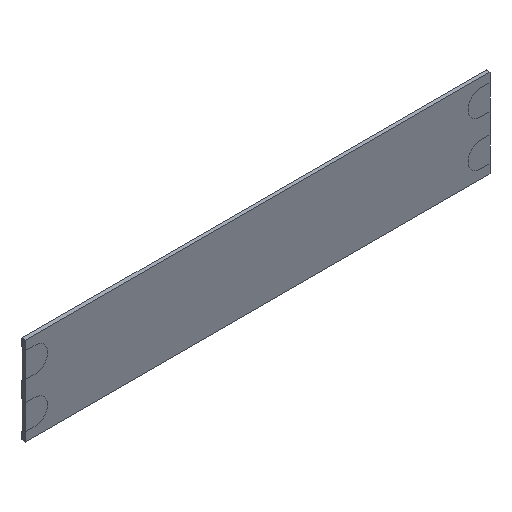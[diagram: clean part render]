
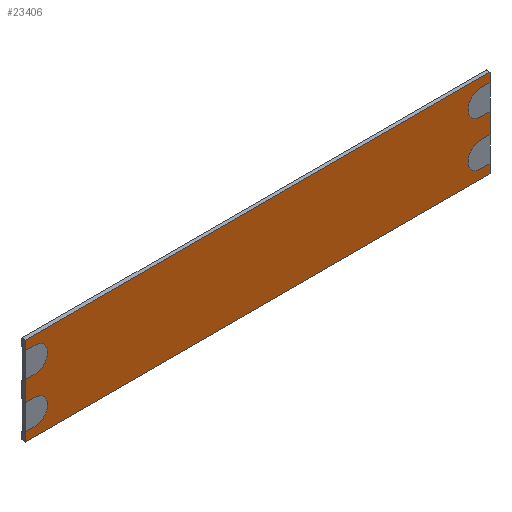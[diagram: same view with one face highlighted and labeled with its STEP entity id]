
A CAD part, isometric view. The second image highlights one B-rep face of the part: STEP entity #23406.
In plain terms, the highlighted planar face has unit normal (0, -1, 0).
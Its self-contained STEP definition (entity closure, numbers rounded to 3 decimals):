
#2463=CIRCLE('',#24225,1.347);
#2464=CIRCLE('',#24230,1.347);
#2465=CIRCLE('',#24237,1.347);
#2466=CIRCLE('',#24242,1.347);
#2780=PLANE('',#24246);
#3694=FACE_OUTER_BOUND('',#4987,.T.);
#4987=EDGE_LOOP('',(#19044,#19045,#19046,#19047,#19048,#19049,#19050,#19051,
#19052,#19053,#19054,#19055,#19056,#19057,#19058,#19059,#19060,#19061,#19062,
#19063));
#6441=LINE('',#38897,#8331);
#6444=LINE('',#38902,#8334);
#6446=LINE('',#38906,#8336);
#6449=LINE('',#38914,#8339);
#6451=LINE('',#38918,#8341);
#6453=LINE('',#38922,#8343);
#6456=LINE('',#38930,#8346);
#6458=LINE('',#38934,#8348);
#6460=LINE('',#38938,#8350);
#6462=LINE('',#38942,#8352);
#6464=LINE('',#38946,#8354);
#6467=LINE('',#38954,#8357);
#6469=LINE('',#38958,#8359);
#6471=LINE('',#38962,#8361);
#6474=LINE('',#38970,#8364);
#6476=LINE('',#38973,#8366);
#8331=VECTOR('',#25595,10.);
#8334=VECTOR('',#25600,10.);
#8336=VECTOR('',#25604,10.);
#8339=VECTOR('',#25613,10.);
#8341=VECTOR('',#25617,10.);
#8343=VECTOR('',#25621,10.);
#8346=VECTOR('',#25630,10.);
#8348=VECTOR('',#25634,10.);
#8350=VECTOR('',#25638,10.);
#8352=VECTOR('',#25642,10.);
#8354=VECTOR('',#25646,10.);
#8357=VECTOR('',#25655,10.);
#8359=VECTOR('',#25659,10.);
#8361=VECTOR('',#25663,10.);
#8364=VECTOR('',#25672,10.);
#8366=VECTOR('',#25676,10.);
#10673=VERTEX_POINT('',#38895);
#10674=VERTEX_POINT('',#38896);
#10675=VERTEX_POINT('',#38901);
#10676=VERTEX_POINT('',#38905);
#10677=VERTEX_POINT('',#38909);
#10678=VERTEX_POINT('',#38913);
#10679=VERTEX_POINT('',#38917);
#10680=VERTEX_POINT('',#38921);
#10681=VERTEX_POINT('',#38925);
#10682=VERTEX_POINT('',#38929);
#10683=VERTEX_POINT('',#38933);
#10684=VERTEX_POINT('',#38937);
#10685=VERTEX_POINT('',#38941);
#10686=VERTEX_POINT('',#38945);
#10687=VERTEX_POINT('',#38949);
#10688=VERTEX_POINT('',#38953);
#10689=VERTEX_POINT('',#38957);
#10690=VERTEX_POINT('',#38961);
#10691=VERTEX_POINT('',#38965);
#10692=VERTEX_POINT('',#38969);
#13646=EDGE_CURVE('',#10673,#10674,#6441,.T.);
#13649=EDGE_CURVE('',#10674,#10675,#6444,.T.);
#13651=EDGE_CURVE('',#10675,#10676,#6446,.T.);
#13653=EDGE_CURVE('',#10676,#10677,#2463,.T.);
#13655=EDGE_CURVE('',#10678,#10677,#6449,.T.);
#13657=EDGE_CURVE('',#10679,#10678,#6451,.T.);
#13659=EDGE_CURVE('',#10679,#10680,#6453,.T.);
#13661=EDGE_CURVE('',#10680,#10681,#2464,.T.);
#13663=EDGE_CURVE('',#10682,#10681,#6456,.T.);
#13665=EDGE_CURVE('',#10683,#10682,#6458,.T.);
#13667=EDGE_CURVE('',#10683,#10684,#6460,.T.);
#13669=EDGE_CURVE('',#10684,#10685,#6462,.T.);
#13671=EDGE_CURVE('',#10685,#10686,#6464,.T.);
#13673=EDGE_CURVE('',#10686,#10687,#2465,.T.);
#13675=EDGE_CURVE('',#10688,#10687,#6467,.T.);
#13677=EDGE_CURVE('',#10688,#10689,#6469,.T.);
#13679=EDGE_CURVE('',#10689,#10690,#6471,.T.);
#13681=EDGE_CURVE('',#10690,#10691,#2466,.T.);
#13683=EDGE_CURVE('',#10692,#10691,#6474,.T.);
#13685=EDGE_CURVE('',#10692,#10673,#6476,.T.);
#19044=ORIENTED_EDGE('',*,*,#13685,.T.);
#19045=ORIENTED_EDGE('',*,*,#13646,.T.);
#19046=ORIENTED_EDGE('',*,*,#13649,.T.);
#19047=ORIENTED_EDGE('',*,*,#13651,.T.);
#19048=ORIENTED_EDGE('',*,*,#13653,.T.);
#19049=ORIENTED_EDGE('',*,*,#13655,.F.);
#19050=ORIENTED_EDGE('',*,*,#13657,.F.);
#19051=ORIENTED_EDGE('',*,*,#13659,.T.);
#19052=ORIENTED_EDGE('',*,*,#13661,.T.);
#19053=ORIENTED_EDGE('',*,*,#13663,.F.);
#19054=ORIENTED_EDGE('',*,*,#13665,.F.);
#19055=ORIENTED_EDGE('',*,*,#13667,.T.);
#19056=ORIENTED_EDGE('',*,*,#13669,.T.);
#19057=ORIENTED_EDGE('',*,*,#13671,.T.);
#19058=ORIENTED_EDGE('',*,*,#13673,.T.);
#19059=ORIENTED_EDGE('',*,*,#13675,.F.);
#19060=ORIENTED_EDGE('',*,*,#13677,.T.);
#19061=ORIENTED_EDGE('',*,*,#13679,.T.);
#19062=ORIENTED_EDGE('',*,*,#13681,.T.);
#19063=ORIENTED_EDGE('',*,*,#13683,.F.);
#23406=ADVANCED_FACE('',(#3694),#2780,.F.);
#24225=AXIS2_PLACEMENT_3D('',#38910,#25608,#25609);
#24230=AXIS2_PLACEMENT_3D('',#38926,#25625,#25626);
#24237=AXIS2_PLACEMENT_3D('',#38950,#25650,#25651);
#24242=AXIS2_PLACEMENT_3D('',#38966,#25667,#25668);
#24246=AXIS2_PLACEMENT_3D('',#38975,#25679,#25680);
#25595=DIRECTION('',(-1.,0.,0.));
#25600=DIRECTION('',(0.,0.,-1.));
#25604=DIRECTION('',(1.,0.,0.));
#25608=DIRECTION('center_axis',(0.,1.,0.));
#25609=DIRECTION('ref_axis',(0.,0.,1.));
#25613=DIRECTION('',(1.,0.,0.));
#25617=DIRECTION('',(0.,0.,1.));
#25621=DIRECTION('',(1.,0.,0.));
#25625=DIRECTION('center_axis',(0.,1.,0.));
#25626=DIRECTION('ref_axis',(0.,0.,1.));
#25630=DIRECTION('',(1.,0.,0.));
#25634=DIRECTION('',(0.,0.,1.));
#25638=DIRECTION('',(1.,0.,0.));
#25642=DIRECTION('',(0.,0.,1.));
#25646=DIRECTION('',(-1.,0.,0.));
#25650=DIRECTION('center_axis',(0.,1.,0.));
#25651=DIRECTION('ref_axis',(0.,0.,-1.));
#25655=DIRECTION('',(-1.,0.,0.));
#25659=DIRECTION('',(0.,0.,1.));
#25663=DIRECTION('',(-1.,0.,0.));
#25667=DIRECTION('center_axis',(0.,1.,0.));
#25668=DIRECTION('ref_axis',(0.,0.,-1.));
#25672=DIRECTION('',(-1.,0.,0.));
#25676=DIRECTION('',(0.,0.,1.));
#25679=DIRECTION('center_axis',(0.,1.,0.));
#25680=DIRECTION('ref_axis',(1.,0.,0.));
#38895=CARTESIAN_POINT('',(16.498,0.,-1.648));
#38896=CARTESIAN_POINT('',(-33.502,0.,-1.648));
#38897=CARTESIAN_POINT('',(16.498,0.,-1.648));
#38901=CARTESIAN_POINT('',(-33.502,0.,-2.62));
#38902=CARTESIAN_POINT('',(-33.502,0.,-1.648));
#38905=CARTESIAN_POINT('',(-32.5,0.,-2.62));
#38906=CARTESIAN_POINT('',(-33.502,0.,-2.62));
#38909=CARTESIAN_POINT('',(-32.5,0.,-5.315));
#38910=CARTESIAN_POINT('Origin',(-32.5,0.,-3.967));
#38913=CARTESIAN_POINT('',(-33.502,0.,-5.315));
#38914=CARTESIAN_POINT('',(-33.502,0.,-5.315));
#38917=CARTESIAN_POINT('',(-33.502,0.,-7.481));
#38918=CARTESIAN_POINT('',(-33.502,0.,-11.148));
#38921=CARTESIAN_POINT('',(-32.5,0.,-7.481));
#38922=CARTESIAN_POINT('',(-33.502,0.,-7.481));
#38925=CARTESIAN_POINT('',(-32.5,0.,-10.176));
#38926=CARTESIAN_POINT('Origin',(-32.5,0.,-8.829));
#38929=CARTESIAN_POINT('',(-33.502,0.,-10.176));
#38930=CARTESIAN_POINT('',(-33.502,0.,-10.176));
#38933=CARTESIAN_POINT('',(-33.502,0.,-11.148));
#38934=CARTESIAN_POINT('',(-33.502,0.,-11.148));
#38937=CARTESIAN_POINT('',(16.498,0.,-11.148));
#38938=CARTESIAN_POINT('',(-33.502,0.,-11.148));
#38941=CARTESIAN_POINT('',(16.498,0.,-10.176));
#38942=CARTESIAN_POINT('',(16.498,0.,-11.148));
#38945=CARTESIAN_POINT('',(15.496,0.,-10.176));
#38946=CARTESIAN_POINT('',(16.498,0.,-10.176));
#38949=CARTESIAN_POINT('',(15.496,0.,-7.481));
#38950=CARTESIAN_POINT('Origin',(15.496,0.,-8.829));
#38953=CARTESIAN_POINT('',(16.498,0.,-7.481));
#38954=CARTESIAN_POINT('',(16.498,0.,-7.481));
#38957=CARTESIAN_POINT('',(16.498,0.,-5.315));
#38958=CARTESIAN_POINT('',(16.498,0.,-11.148));
#38961=CARTESIAN_POINT('',(15.496,0.,-5.315));
#38962=CARTESIAN_POINT('',(16.498,0.,-5.315));
#38965=CARTESIAN_POINT('',(15.496,0.,-2.62));
#38966=CARTESIAN_POINT('Origin',(15.496,0.,-3.967));
#38969=CARTESIAN_POINT('',(16.498,0.,-2.62));
#38970=CARTESIAN_POINT('',(16.498,0.,-2.62));
#38973=CARTESIAN_POINT('',(16.498,0.,-11.148));
#38975=CARTESIAN_POINT('Origin',(-8.502,0.,-6.398));
